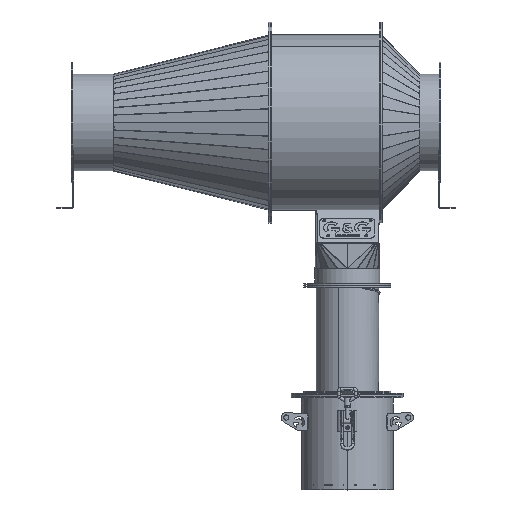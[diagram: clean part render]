
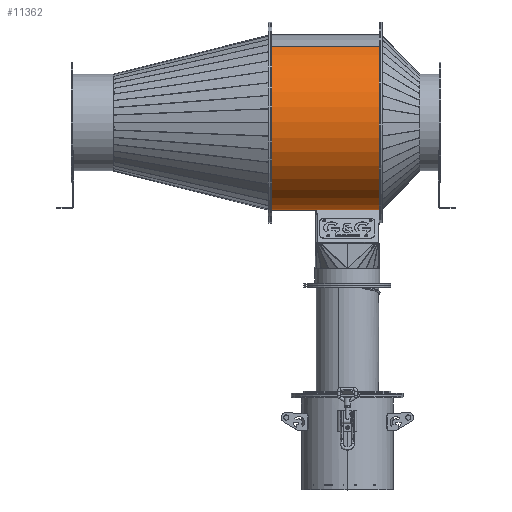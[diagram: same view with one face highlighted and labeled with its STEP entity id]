
A CAD part, top view. The second image highlights one B-rep face of the part: STEP entity #11362.
In plain terms, the highlighted cylindrical face has radius 207.5 mm (diameter 415 mm), a partial arc.
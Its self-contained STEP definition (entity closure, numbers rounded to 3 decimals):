
#1365 = CARTESIAN_POINT ( 'NONE',  ( -0.252, 261.5, 207.5 ) ) ;
#2540 = CIRCLE ( 'NONE', #18465, 207.5 ) ;
#3180 = DIRECTION ( 'NONE',  ( 1., 0., 0. ) ) ;
#3184 = EDGE_CURVE ( 'NONE', #29113, #8770, #44186, .T. ) ;
#4815 = EDGE_CURVE ( 'NONE', #26657, #42659, #22958, .T. ) ;
#6016 = CARTESIAN_POINT ( 'NONE',  ( -0.252, 0., 207.5 ) ) ;
#6891 = CARTESIAN_POINT ( 'NONE',  ( 0., 0., 0. ) ) ;
#8770 = VERTEX_POINT ( 'NONE', #6016 ) ;
#9973 = DIRECTION ( 'NONE',  ( 1., 0., 0. ) ) ;
#11362 = ADVANCED_FACE ( 'NONE', ( #20968 ), #17144, .T. ) ;
#12358 = ORIENTED_EDGE ( 'NONE', *, *, #37836, .T. ) ;
#13377 = VECTOR ( 'NONE', #30383, 1000. ) ;
#13580 = CARTESIAN_POINT ( 'NONE',  ( 0., 261.5, 0. ) ) ;
#14524 = EDGE_CURVE ( 'NONE', #42659, #29113, #2540, .T. ) ;
#14592 = DIRECTION ( 'NONE',  ( 0., 1., 0. ) ) ;
#15358 = CARTESIAN_POINT ( 'NONE',  ( -103.288, 261.5, -179.966 ) ) ;
#17144 = CYLINDRICAL_SURFACE ( 'NONE', #22846, 207.5 ) ;
#18173 = CARTESIAN_POINT ( 'NONE',  ( 0., 261.5, 0. ) ) ;
#18465 = AXIS2_PLACEMENT_3D ( 'NONE', #18173, #14592, #3180 ) ;
#19179 = DIRECTION ( 'NONE',  ( 0., 1., 0. ) ) ;
#19843 = CARTESIAN_POINT ( 'NONE',  ( -103.288, 261.5, -179.966 ) ) ;
#20968 = FACE_OUTER_BOUND ( 'NONE', #25235, .T. ) ;
#21924 = CIRCLE ( 'NONE', #30277, 207.5 ) ;
#22694 = CARTESIAN_POINT ( 'NONE',  ( -103.288, 0., -179.966 ) ) ;
#22846 = AXIS2_PLACEMENT_3D ( 'NONE', #13580, #35436, #28310 ) ;
#22958 = LINE ( 'NONE', #15358, #25590 ) ;
#25235 = EDGE_LOOP ( 'NONE', ( #29913, #12358, #29259, #30329 ) ) ;
#25395 = DIRECTION ( 'NONE',  ( 0., 1., 0. ) ) ;
#25590 = VECTOR ( 'NONE', #19179, 1000. ) ;
#26657 = VERTEX_POINT ( 'NONE', #22694 ) ;
#28310 = DIRECTION ( 'NONE',  ( 0., 0., -1. ) ) ;
#29069 = CARTESIAN_POINT ( 'NONE',  ( -0.252, 261.5, 207.5 ) ) ;
#29113 = VERTEX_POINT ( 'NONE', #29069 ) ;
#29259 = ORIENTED_EDGE ( 'NONE', *, *, #3184, .F. ) ;
#29913 = ORIENTED_EDGE ( 'NONE', *, *, #4815, .F. ) ;
#30277 = AXIS2_PLACEMENT_3D ( 'NONE', #6891, #25395, #9973 ) ;
#30329 = ORIENTED_EDGE ( 'NONE', *, *, #14524, .F. ) ;
#30383 = DIRECTION ( 'NONE',  ( 0., -1., 0. ) ) ;
#35436 = DIRECTION ( 'NONE',  ( 0., -1., 0. ) ) ;
#37836 = EDGE_CURVE ( 'NONE', #26657, #8770, #21924, .T. ) ;
#42659 = VERTEX_POINT ( 'NONE', #19843 ) ;
#44186 = LINE ( 'NONE', #1365, #13377 ) ;
